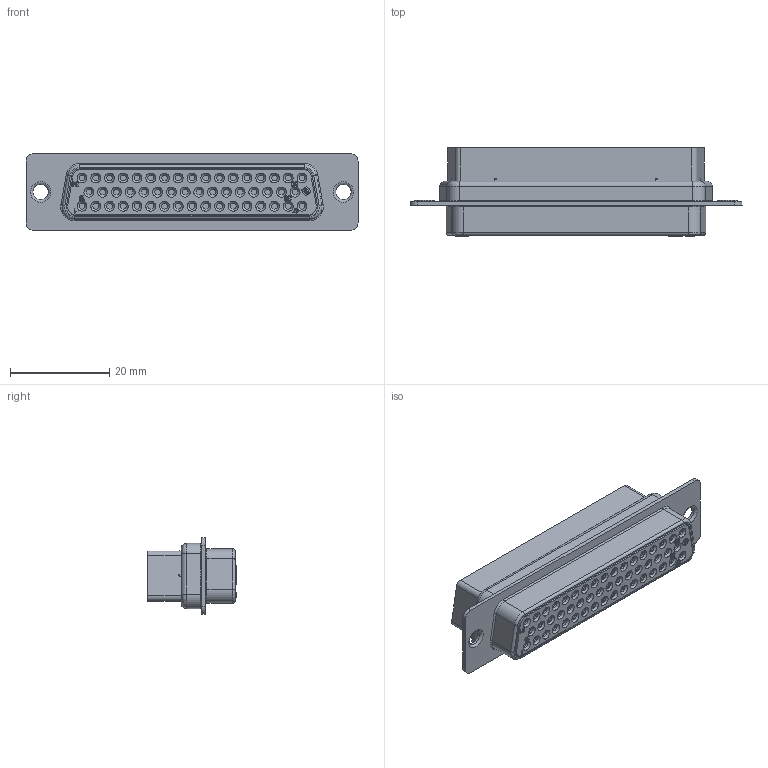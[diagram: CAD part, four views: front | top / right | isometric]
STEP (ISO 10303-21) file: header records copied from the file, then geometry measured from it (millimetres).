
FILE_DESCRIPTION(/* description */ (''),/* implementation_level */ '2;1');
FILE_NAME(/* name */ '100547205ugm000_a.stp',/* time_stamp */ '2018-09-27T08:30:42+02:00',/* author */ (''),/* organization */ (''),/* preprocessor_version */ 'ST-DEVELOPER v16.7',/* originating_system */ 'SIEMENS PLM Software NX 12.0',/* authorisation */ '');
FILE_SCHEMA (('AUTOMOTIVE_DESIGN { 1 0 10303 214 3 1 1 1 }'));
Length unit declared in the file: millimetre
Products named in the file (1): 100547205ugm000_a
Bounding box: 66.9 x 17.9 x 15.4 mm (x, y, z)
Volume: 9654.2 mm3; surface area: 9324.8 mm2
Topology: 1 solids, 2 shells, 803 faces, 1928 edges, 1255 vertices
Faces by surface type: plane 371, cylinder 168, bspline 154, cone 110
Full cylindrical faces by diameter (mm): 0.9 x2, 1.1 x4, 1.2 x50, 3.1 x2, 3.9 x2, 4 x2
Entity records: 25890 total; most frequent: CARTESIAN_POINT 6945, ORIENTED_EDGE 3392, DIRECTION 3257, EDGE_CURVE 1696, VERTEX_POINT 1202, AXIS2_PLACEMENT_3D 1190, EDGE_LOOP 1120, LINE 877
